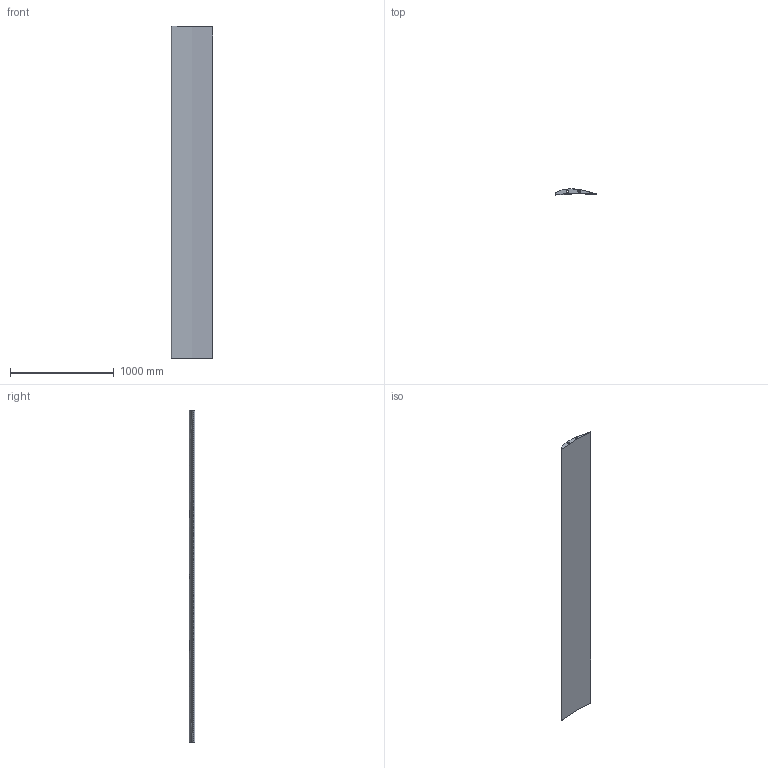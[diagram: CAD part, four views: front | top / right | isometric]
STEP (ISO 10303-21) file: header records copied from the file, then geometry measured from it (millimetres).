
FILE_DESCRIPTION (( 'STEP AP214' ), '1' );
FILE_NAME ('wing3.2m.STEP', '2024-07-06T11:42:25', ( '' ), ( '' ), 'SwSTEP 2.0', 'SolidWorks 2021', '' );
FILE_SCHEMA (( 'AUTOMOTIVE_DESIGN' ));
Length unit declared in the file: millimetre
Products named in the file (1): wing3.2m
Bounding box: 400 x 54.04 x 3200 mm (x, y, z)
Volume: 35779230.9 mm3; surface area: 3148689.7 mm2
Topology: 1 solids, 1 shells, 8 faces, 18 edges, 12 vertices
Faces by surface type: cylinder 4, bspline 2, plane 2
Entity records: 604 total; most frequent: CARTESIAN_POINT 385, DIRECTION 36, ORIENTED_EDGE 36, EDGE_CURVE 18, AXIS2_PLACEMENT_3D 15, VERTEX_POINT 12, EDGE_LOOP 12, ADVANCED_FACE 8
